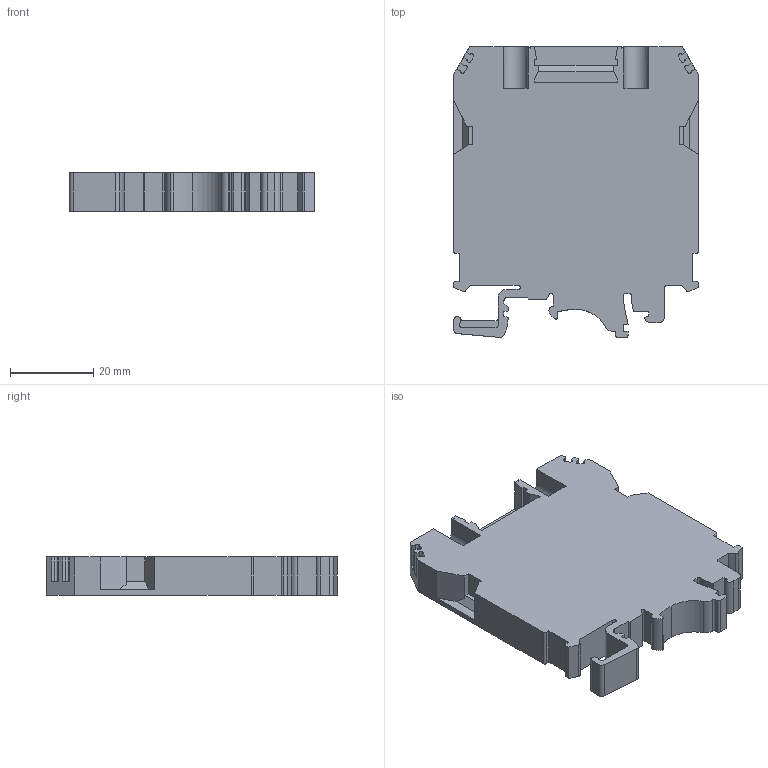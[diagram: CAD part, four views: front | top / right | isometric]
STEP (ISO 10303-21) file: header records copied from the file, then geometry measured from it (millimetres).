
FILE_DESCRIPTION((''),'2;1');
FILE_NAME('PRT0001','2024-02-24T',('dell'),(''),'PRO/ENGINEER BY PARAMETRIC TECHNOLOGY CORPORATION, 2013230','PRO/ENGINEER BY PARAMETRIC TECHNOLOGY CORPORATION, 2013230','');
FILE_SCHEMA(('AUTOMOTIVE_DESIGN { 1 0 10303 214 1 1 1 1 }'));
Length unit declared in the file: millimetre
Products named in the file (1): PRT0001
Bounding box: 58.8 x 69.8 x 9.2 mm (x, y, z)
Volume: 30244.2 mm3; surface area: 11183.3 mm2
Topology: 1 solids, 1 shells, 173 faces, 503 edges, 334 vertices
Faces by surface type: plane 126, cylinder 47
Entity records: 5754 total; most frequent: CARTESIAN_POINT 1016, ORIENTED_EDGE 1006, DIRECTION 942, EDGE_CURVE 503, VECTOR 406, LINE 406, VERTEX_POINT 334, AXIS2_PLACEMENT_3D 268
